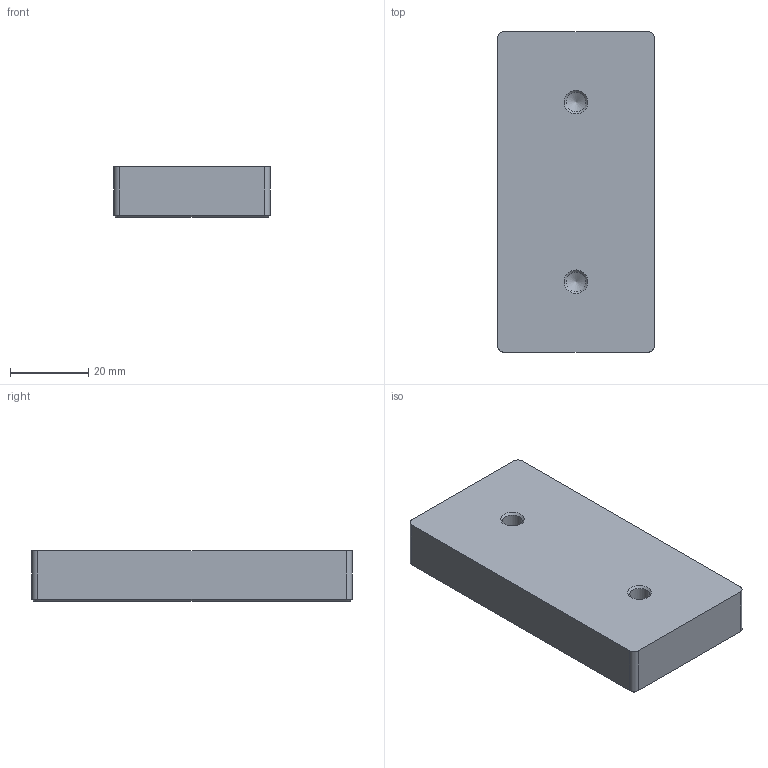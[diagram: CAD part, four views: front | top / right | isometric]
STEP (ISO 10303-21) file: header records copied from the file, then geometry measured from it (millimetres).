
FILE_DESCRIPTION(/* description */ (''),/* implementation_level */ '2;1');
FILE_NAME(/* name */ 'SUSp46_BottomPlate v3.step',/* time_stamp */ '2024-04-22T17:45:01+09:00',/* author */ (''),/* organization */ (''),/* preprocessor_version */ 'ST-DEVELOPER v20',/* originating_system */ 'Autodesk Translation Framework v12.20.1.177',/* authorisation */ '');
FILE_SCHEMA (('AUTOMOTIVE_DESIGN { 1 0 10303 214 3 1 1 }'));
Length unit declared in the file: millimetre
Products named in the file (1): SUSp46_BottomPlate
Bounding box: 40 x 82 x 13 mm (x, y, z)
Volume: 41907.9 mm3; surface area: 10016.2 mm2
Topology: 1 solids, 1 shells, 32 faces, 68 edges, 42 vertices
Faces by surface type: plane 14, cylinder 10, cone 8
Full cylindrical faces by diameter (mm): 5.035 x2, 10 x4
Entity records: 883 total; most frequent: DIRECTION 160, CARTESIAN_POINT 141, ORIENTED_EDGE 132, EDGE_CURVE 66, AXIS2_PLACEMENT_3D 61, VERTEX_POINT 42, EDGE_LOOP 38, LINE 38
